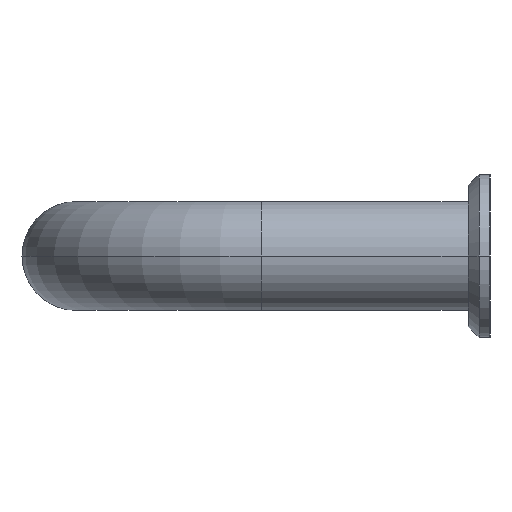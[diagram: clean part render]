
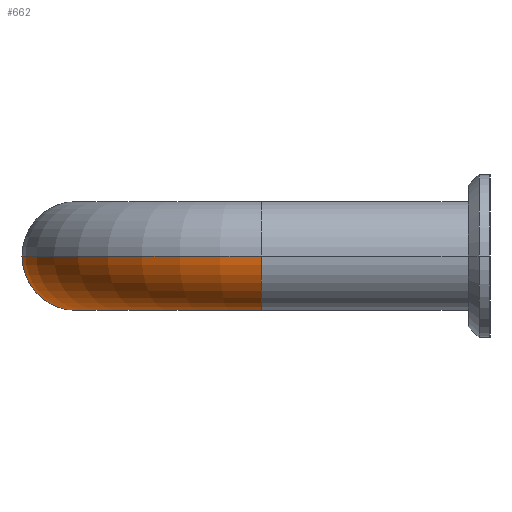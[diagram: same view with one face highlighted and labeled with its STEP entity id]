
A CAD part, left-side view. The second image highlights one B-rep face of the part: STEP entity #662.
In plain terms, the highlighted toroidal (fillet/blend) face has major radius 17 mm and minor radius 5 mm.
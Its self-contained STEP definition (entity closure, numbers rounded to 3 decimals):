
#308=EDGE_CURVE('',#646,#722,#816,.T.);
#348=EDGE_CURVE('',#358,#722,#861,.T.);
#358=VERTEX_POINT('',#871);
#458=EDGE_CURVE('',#646,#638,#980,.T.);
#468=EDGE_CURVE('',#626,#358,#991,.T.);
#626=VERTEX_POINT('',#1171);
#638=VERTEX_POINT('',#1188);
#646=VERTEX_POINT('',#1197);
#662=ADVANCED_FACE('',(#1215),#1216,.T.);
#684=EDGE_CURVE('',#638,#626,#1242,.T.);
#722=VERTEX_POINT('',#1287);
#816=CIRCLE('',#1392,5.0);
#861=CIRCLE('',#1454,22.0);
#871=CARTESIAN_POINT('',(17.0,43.0,0.));
#980=CIRCLE('',#1610,12.0);
#991=CIRCLE('',#1625,5.0);
#1171=CARTESIAN_POINT('',(17.0,38.0,-5.0));
#1188=CARTESIAN_POINT('',(17.0,33.0,0.));
#1197=CARTESIAN_POINT('',(5.0,21.0,0.0));
#1215=FACE_OUTER_BOUND('',#1904,.T.);
#1216=TOROIDAL_SURFACE('',#1905,17.0,5.0);
#1242=CIRCLE('',#1941,5.0);
#1287=CARTESIAN_POINT('',(-5.0,21.0,0.));
#1392=AXIS2_PLACEMENT_3D('',#2093,#2094,#2095);
#1454=AXIS2_PLACEMENT_3D('',#2164,#2165,#2166);
#1610=AXIS2_PLACEMENT_3D('',#2279,#2280,#2281);
#1625=AXIS2_PLACEMENT_3D('',#2299,#2300,#2301);
#1904=EDGE_LOOP('',(#2576,#2577,#2578,#2579,#2580));
#1905=AXIS2_PLACEMENT_3D('',#2581,#2582,#2583);
#1941=AXIS2_PLACEMENT_3D('',#2619,#2620,#2621);
#2093=CARTESIAN_POINT('',(0.0,21.0,0.0));
#2094=DIRECTION('',(-0.0,1.0,0.0));
#2095=DIRECTION('',(1.0,0.0,0.0));
#2164=CARTESIAN_POINT('',(17.0,21.0,0.));
#2165=DIRECTION('',(0.0,0.0,1.0));
#2166=DIRECTION('',(1.0,0.0,0.0));
#2279=CARTESIAN_POINT('',(17.0,21.0,0.));
#2280=DIRECTION('',(0.0,0.0,-1.0));
#2281=DIRECTION('',(1.0,0.0,0.0));
#2299=CARTESIAN_POINT('',(17.0,38.0,0.0));
#2300=DIRECTION('',(1.0,0.0,0.0));
#2301=DIRECTION('',(0.0,1.0,0.0));
#2576=ORIENTED_EDGE('',*,*,#348,.F.);
#2577=ORIENTED_EDGE('',*,*,#468,.F.);
#2578=ORIENTED_EDGE('',*,*,#684,.F.);
#2579=ORIENTED_EDGE('',*,*,#458,.F.);
#2580=ORIENTED_EDGE('',*,*,#308,.T.);
#2581=CARTESIAN_POINT('',(17.0,21.0,0.0));
#2582=DIRECTION('',(0.0,0.0,1.0));
#2583=DIRECTION('',(1.0,0.0,0.0));
#2619=CARTESIAN_POINT('',(17.0,38.0,0.0));
#2620=DIRECTION('',(1.0,0.0,0.0));
#2621=DIRECTION('',(0.0,1.0,0.0));
